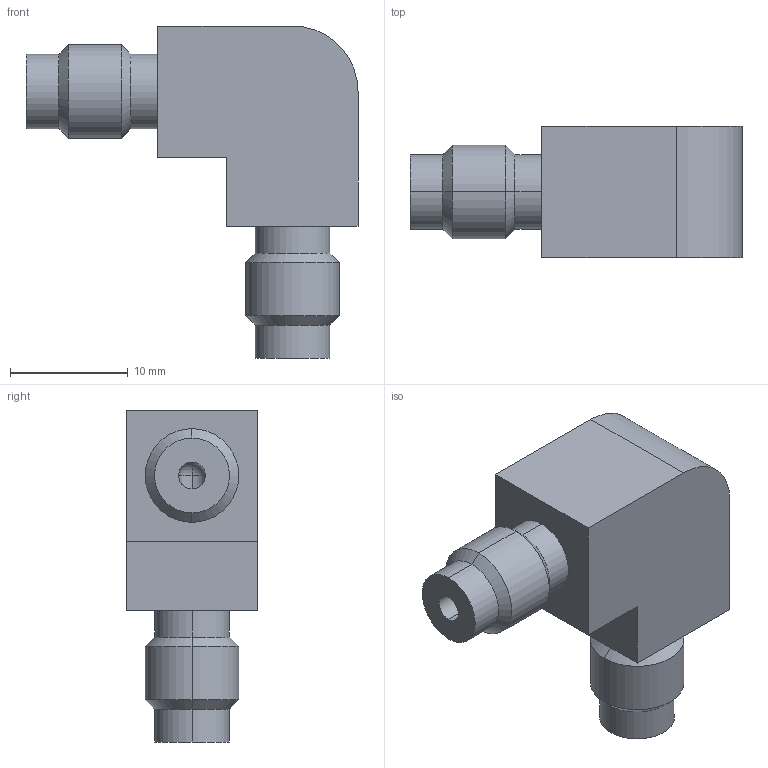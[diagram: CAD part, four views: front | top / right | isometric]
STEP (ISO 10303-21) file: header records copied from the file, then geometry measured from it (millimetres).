
FILE_DESCRIPTION(('starvars output'),'2;1');
FILE_NAME('cv20190730153329000040135.stp','15:33:29 2019/07/30',( 'Thomas Industrial Network Germany GmbH'),( 'Thomas Industrial Network Germany GmbH'),'unknown preprocess','ACIS' ,'unknown authorization');
FILE_SCHEMA(('CONFIG_CONTROL_DESIGN {UNKNOWN IMPLEMENTATION LEVEL}'));
Length unit declared in the file: millimetre
Products named in the file (1): PRODUCT_ID_1
Bounding box: 28.16 x 11.11 x 28.16 mm (x, y, z)
Volume: 3459.9 mm3; surface area: 2067 mm2
Topology: 1 solids, 1 shells, 37 faces, 82 edges, 47 vertices
Faces by surface type: cylinder 17, plane 10, cone 8, sphere 2
Entity records: 938 total; most frequent: ORIENTED_EDGE 160, CARTESIAN_POINT 134, DIRECTION 131, EDGE_CURVE 80, VERTEX_POINT 47, AXIS2_PLACEMENT_3D 44, VECTOR 43, LINE 43
